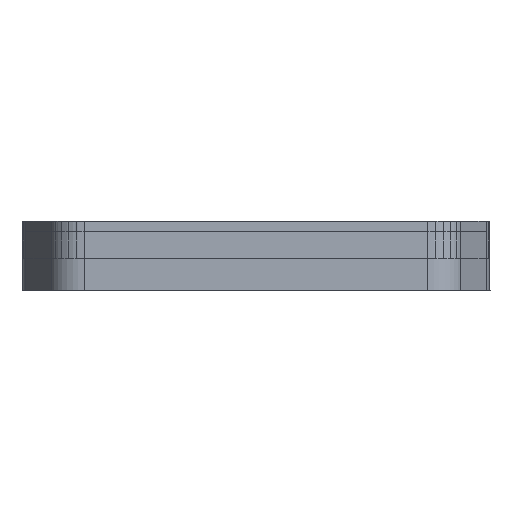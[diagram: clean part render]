
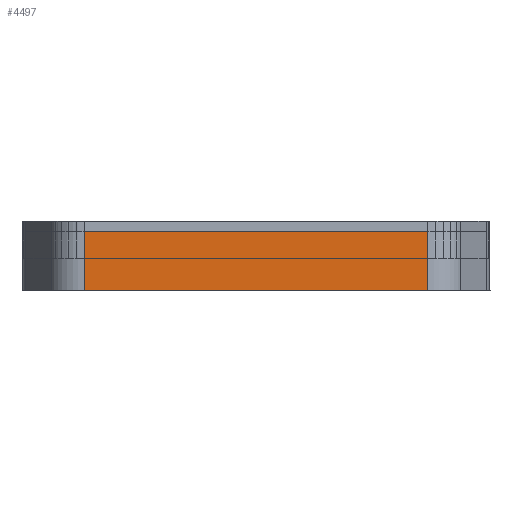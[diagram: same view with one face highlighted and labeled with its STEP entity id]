
A CAD part, left-side view. The second image highlights one B-rep face of the part: STEP entity #4497.
In plain terms, the highlighted face is planar.
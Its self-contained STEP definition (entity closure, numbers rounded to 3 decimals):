
#3895 = VERTEX_POINT('',#3896);
#3896 = CARTESIAN_POINT('',(47.09,0.,4.54));
#3903 = EDGE_CURVE('',#3895,#3904,#3906,.T.);
#3904 = VERTEX_POINT('',#3905);
#3905 = CARTESIAN_POINT('',(47.09,0.,-4.89));
#3906 = LINE('',#3907,#3908);
#3907 = CARTESIAN_POINT('',(47.09,0.,5.177));
#3908 = VECTOR('',#3909,1.);
#3909 = DIRECTION('',(0.,0.,-1.));
#3988 = VERTEX_POINT('',#3989);
#3989 = CARTESIAN_POINT('',(47.09,-1.6,-4.89));
#3996 = EDGE_CURVE('',#3997,#3988,#3999,.T.);
#3997 = VERTEX_POINT('',#3998);
#3998 = CARTESIAN_POINT('',(47.09,-1.6,4.54));
#3999 = LINE('',#4000,#4001);
#4000 = CARTESIAN_POINT('',(47.09,-1.6,5.177));
#4001 = VECTOR('',#4002,1.);
#4002 = DIRECTION('',(0.,0.,-1.));
#4497 = ADVANCED_FACE('',(#4498),#4514,.T.);
#4498 = FACE_BOUND('',#4499,.T.);
#4499 = EDGE_LOOP('',(#4500,#4501,#4507,#4508));
#4500 = ORIENTED_EDGE('',*,*,#3996,.T.);
#4501 = ORIENTED_EDGE('',*,*,#4502,.T.);
#4502 = EDGE_CURVE('',#3988,#3904,#4503,.T.);
#4503 = LINE('',#4504,#4505);
#4504 = CARTESIAN_POINT('',(47.09,-1.6,-4.89));
#4505 = VECTOR('',#4506,1.);
#4506 = DIRECTION('',(0.,1.,0.));
#4507 = ORIENTED_EDGE('',*,*,#3903,.F.);
#4508 = ORIENTED_EDGE('',*,*,#4509,.T.);
#4509 = EDGE_CURVE('',#3895,#3997,#4510,.T.);
#4510 = LINE('',#4511,#4512);
#4511 = CARTESIAN_POINT('',(47.09,-1.6,4.54));
#4512 = VECTOR('',#4513,1.);
#4513 = DIRECTION('',(0.,-1.,0.));
#4514 = PLANE('',#4515);
#4515 = AXIS2_PLACEMENT_3D('',#4516,#4517,#4518);
#4516 = CARTESIAN_POINT('',(47.09,-1.6,5.177));
#4517 = DIRECTION('',(1.,0.,0.));
#4518 = DIRECTION('',(0.,0.,-1.));
